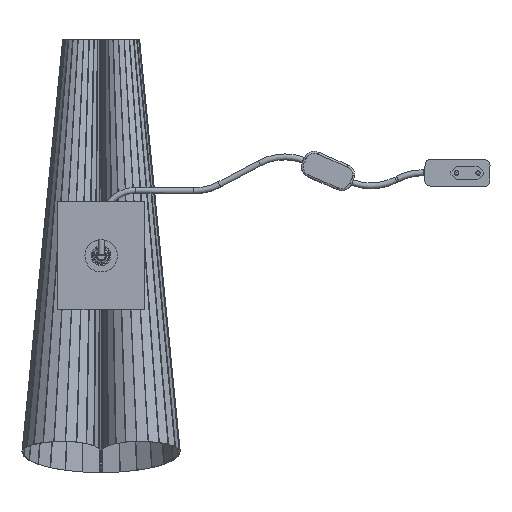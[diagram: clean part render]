
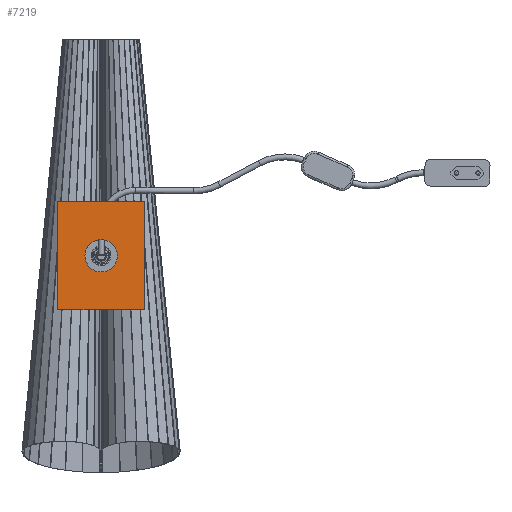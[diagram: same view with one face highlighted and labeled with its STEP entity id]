
A CAD part, front view. The second image highlights one B-rep face of the part: STEP entity #7219.
In plain terms, the highlighted face is planar.
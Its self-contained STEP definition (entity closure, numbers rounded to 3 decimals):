
#253 = VECTOR ( 'NONE', #16079, 1000. ) ;
#301 = FACE_OUTER_BOUND ( 'NONE', #8342, .T. ) ;
#353 = CARTESIAN_POINT ( 'NONE',  ( -15., 0., 80. ) ) ;
#533 = PLANE ( 'NONE',  #1892 ) ;
#1090 = LINE ( 'NONE', #17739, #14088 ) ;
#1093 = LINE ( 'NONE', #6696, #253 ) ;
#1362 = LINE ( 'NONE', #11083, #16093 ) ;
#1892 = AXIS2_PLACEMENT_3D ( 'NONE', #9706, #13425, #22551 ) ;
#2379 = CARTESIAN_POINT ( 'NONE',  ( 40., -50., 80. ) ) ;
#2956 = VERTEX_POINT ( 'NONE', #353 ) ;
#3331 = EDGE_CURVE ( 'NONE', #11545, #2956, #14317, .T. ) ;
#3360 = VERTEX_POINT ( 'NONE', #11364 ) ;
#4630 = FACE_BOUND ( 'NONE', #9542, .T. ) ;
#5568 = VERTEX_POINT ( 'NONE', #18400 ) ;
#6696 = CARTESIAN_POINT ( 'NONE',  ( -40., -50., 80. ) ) ;
#6972 = ORIENTED_EDGE ( 'NONE', *, *, #21258, .T. ) ;
#7219 = ADVANCED_FACE ( 'NONE', ( #4630, #301 ), #533, .T. ) ;
#7220 = VERTEX_POINT ( 'NONE', #2379 ) ;
#7787 = VERTEX_POINT ( 'NONE', #22913 ) ;
#8256 = CARTESIAN_POINT ( 'NONE',  ( 0., 0., 80. ) ) ;
#8342 = EDGE_LOOP ( 'NONE', ( #13045, #13311, #6972, #9709 ) ) ;
#8474 = CARTESIAN_POINT ( 'NONE',  ( 15., 0., 80. ) ) ;
#9542 = EDGE_LOOP ( 'NONE', ( #15994, #21805 ) ) ;
#9599 = CARTESIAN_POINT ( 'NONE',  ( 0., 0., 80. ) ) ;
#9668 = DIRECTION ( 'NONE',  ( 1., 0., 0. ) ) ;
#9706 = CARTESIAN_POINT ( 'NONE',  ( 0., 0., 80. ) ) ;
#9709 = ORIENTED_EDGE ( 'NONE', *, *, #16300, .T. ) ;
#10117 = DIRECTION ( 'NONE',  ( 1., 0., 0. ) ) ;
#10466 = VECTOR ( 'NONE', #13503, 1000. ) ;
#10550 = EDGE_CURVE ( 'NONE', #2956, #11545, #11723, .T. ) ;
#11083 = CARTESIAN_POINT ( 'NONE',  ( 40., 50., 80. ) ) ;
#11364 = CARTESIAN_POINT ( 'NONE',  ( 40., 50., 80. ) ) ;
#11545 = VERTEX_POINT ( 'NONE', #8474 ) ;
#11723 = CIRCLE ( 'NONE', #21276, 15. ) ;
#12585 = DIRECTION ( 'NONE',  ( 0., 1., 0. ) ) ;
#12852 = EDGE_CURVE ( 'NONE', #5568, #7220, #15397, .T. ) ;
#12958 = AXIS2_PLACEMENT_3D ( 'NONE', #9599, #20560, #9668 ) ;
#13045 = ORIENTED_EDGE ( 'NONE', *, *, #16584, .T. ) ;
#13311 = ORIENTED_EDGE ( 'NONE', *, *, #12852, .T. ) ;
#13425 = DIRECTION ( 'NONE',  ( 0., 0., 1. ) ) ;
#13503 = DIRECTION ( 'NONE',  ( 1., 0., 0. ) ) ;
#14088 = VECTOR ( 'NONE', #12585, 1000. ) ;
#14317 = CIRCLE ( 'NONE', #12958, 15. ) ;
#15397 = LINE ( 'NONE', #23007, #10466 ) ;
#15994 = ORIENTED_EDGE ( 'NONE', *, *, #3331, .F. ) ;
#16079 = DIRECTION ( 'NONE',  ( 0., -1., 0. ) ) ;
#16093 = VECTOR ( 'NONE', #18416, 1000. ) ;
#16300 = EDGE_CURVE ( 'NONE', #3360, #7787, #1362, .T. ) ;
#16584 = EDGE_CURVE ( 'NONE', #7787, #5568, #1093, .T. ) ;
#17739 = CARTESIAN_POINT ( 'NONE',  ( 40., -50., 80. ) ) ;
#18400 = CARTESIAN_POINT ( 'NONE',  ( -40., -50., 80. ) ) ;
#18416 = DIRECTION ( 'NONE',  ( -1., 0., 0. ) ) ;
#20560 = DIRECTION ( 'NONE',  ( 0., 0., 1. ) ) ;
#21168 = DIRECTION ( 'NONE',  ( 0., 0., 1. ) ) ;
#21258 = EDGE_CURVE ( 'NONE', #7220, #3360, #1090, .T. ) ;
#21276 = AXIS2_PLACEMENT_3D ( 'NONE', #8256, #21168, #10117 ) ;
#21805 = ORIENTED_EDGE ( 'NONE', *, *, #10550, .F. ) ;
#22551 = DIRECTION ( 'NONE',  ( 1., 0., 0. ) ) ;
#22913 = CARTESIAN_POINT ( 'NONE',  ( -40., 50., 80. ) ) ;
#23007 = CARTESIAN_POINT ( 'NONE',  ( 40., -50., 80. ) ) ;
